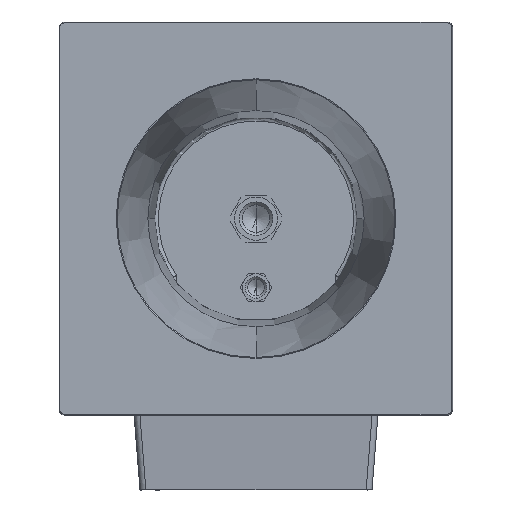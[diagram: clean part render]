
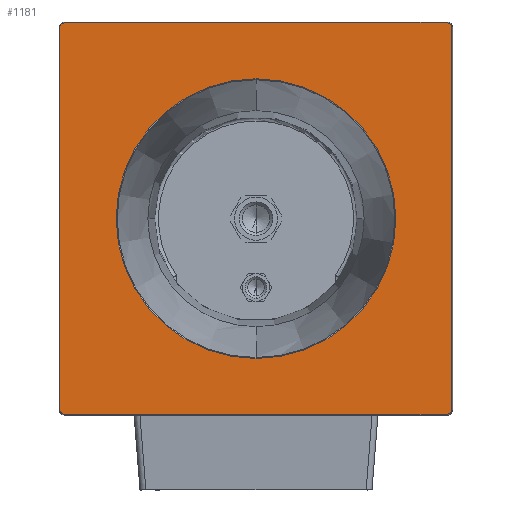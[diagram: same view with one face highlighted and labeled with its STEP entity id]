
A CAD part, front view. The second image highlights one B-rep face of the part: STEP entity #1181.
In plain terms, the highlighted face is planar.
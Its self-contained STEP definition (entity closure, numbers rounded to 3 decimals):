
#39 = CARTESIAN_POINT ( 'NONE',  ( 0., 0., 0. ) ) ;
#160 =( BOUNDED_CURVE ( )  B_SPLINE_CURVE ( 3, ( #5768, #6644, #1429, #7526 ),
 .UNSPECIFIED., .F., .F. ) 
 B_SPLINE_CURVE_WITH_KNOTS ( ( 4, 4 ),
 ( 3.142, 4.712 ),
 .UNSPECIFIED. ) 
 CURVE ( )  GEOMETRIC_REPRESENTATION_ITEM ( )  RATIONAL_B_SPLINE_CURVE ( ( 1., 0.805, 0.805, 1. ) ) 
 REPRESENTATION_ITEM ( '' )  );
#248 = CARTESIAN_POINT ( 'NONE',  ( 96.651, -99.651, 0. ) ) ;
#286 = DIRECTION ( 'NONE',  ( 0., 1., 0. ) ) ;
#304 = LINE ( 'NONE', #8744, #9316 ) ;
#366 = DIRECTION ( 'NONE',  ( 0., 0., -1. ) ) ;
#381 = CARTESIAN_POINT ( 'NONE',  ( 0., 0., 0. ) ) ;
#413 =( BOUNDED_CURVE ( )  B_SPLINE_CURVE ( 3, ( #8077, #7182, #9864, #4651 ),
 .UNSPECIFIED., .F., .F. ) 
 B_SPLINE_CURVE_WITH_KNOTS ( ( 4, 4 ),
 ( 5.498, 7.068 ),
 .UNSPECIFIED. ) 
 CURVE ( )  GEOMETRIC_REPRESENTATION_ITEM ( )  RATIONAL_B_SPLINE_CURVE ( ( 1., 0.805, 0.805, 1. ) ) 
 REPRESENTATION_ITEM ( '' )  );
#422 = PLANE ( 'NONE',  #6124 ) ;
#889 = DIRECTION ( 'NONE',  ( 0., 1., 0. ) ) ;
#1181 = ADVANCED_FACE ( 'NONE', ( #3726, #1389 ), #422, .T. ) ;
#1209 =( BOUNDED_CURVE ( )  B_SPLINE_CURVE ( 3, ( #7149, #1920, #9832, #4615 ),
 .UNSPECIFIED., .F., .F. ) 
 B_SPLINE_CURVE_WITH_KNOTS ( ( 4, 4 ),
 ( 5.498, 7.068 ),
 .UNSPECIFIED. ) 
 CURVE ( )  GEOMETRIC_REPRESENTATION_ITEM ( )  RATIONAL_B_SPLINE_CURVE ( ( 1., 0.805, 0.805, 1. ) ) 
 REPRESENTATION_ITEM ( '' )  );
#1238 = CARTESIAN_POINT ( 'NONE',  ( -97., 99.651, 0. ) ) ;
#1329 = CARTESIAN_POINT ( 'NONE',  ( 100., -99.651, 0. ) ) ;
#1389 = FACE_OUTER_BOUND ( 'NONE', #9639, .T. ) ;
#1429 = CARTESIAN_POINT ( 'NONE',  ( -100., -98.408, 0. ) ) ;
#1632 = VECTOR ( 'NONE', #10613, 1000. ) ;
#1920 = CARTESIAN_POINT ( 'NONE',  ( 99.651, -98.409, 0. ) ) ;
#1936 = VECTOR ( 'NONE', #2212, 1000. ) ;
#2148 = VERTEX_POINT ( 'NONE', #248 ) ;
#2199 = VERTEX_POINT ( 'NONE', #3784 ) ;
#2212 = DIRECTION ( 'NONE',  ( -1., 0., 0. ) ) ;
#2498 = CIRCLE ( 'NONE', #2573, 71.108 ) ;
#2521 = AXIS2_PLACEMENT_3D ( 'NONE', #3714, #9846, #4635 ) ;
#2573 = AXIS2_PLACEMENT_3D ( 'NONE', #39, #6082, #889 ) ;
#2684 = CARTESIAN_POINT ( 'NONE',  ( -100., 96.65, 0. ) ) ;
#3446 = CARTESIAN_POINT ( 'NONE',  ( -97., 99.651, 0. ) ) ;
#3570 = ORIENTED_EDGE ( 'NONE', *, *, #8869, .T. ) ;
#3714 = CARTESIAN_POINT ( 'NONE',  ( 0., 0., 0. ) ) ;
#3719 = ORIENTED_EDGE ( 'NONE', *, *, #8957, .T. ) ;
#3726 = FACE_BOUND ( 'NONE', #6994, .T. ) ;
#3784 = CARTESIAN_POINT ( 'NONE',  ( 99.651, -96.651, 0. ) ) ;
#3845 = ORIENTED_EDGE ( 'NONE', *, *, #8596, .T. ) ;
#3861 = ORIENTED_EDGE ( 'NONE', *, *, #6316, .T. ) ;
#3990 = ORIENTED_EDGE ( 'NONE', *, *, #11098, .T. ) ;
#4127 = ORIENTED_EDGE ( 'NONE', *, *, #11322, .T. ) ;
#4139 = ORIENTED_EDGE ( 'NONE', *, *, #10829, .T. ) ;
#4257 = ORIENTED_EDGE ( 'NONE', *, *, #10560, .T. ) ;
#4320 = CARTESIAN_POINT ( 'NONE',  ( -100., 98.408, 0. ) ) ;
#4395 = ORIENTED_EDGE ( 'NONE', *, *, #10297, .T. ) ;
#4467 = CARTESIAN_POINT ( 'NONE',  ( -100., 100., 0. ) ) ;
#4615 = CARTESIAN_POINT ( 'NONE',  ( 96.651, -99.651, 0. ) ) ;
#4635 = DIRECTION ( 'NONE',  ( 0., 1., 0. ) ) ;
#4651 = CARTESIAN_POINT ( 'NONE',  ( 99.651, 96.651, 0. ) ) ;
#4686 = ORIENTED_EDGE ( 'NONE', *, *, #7924, .T. ) ;
#5047 = CARTESIAN_POINT ( 'NONE',  ( 96.651, 99.651, 0. ) ) ;
#5065 = VERTEX_POINT ( 'NONE', #7640 ) ;
#5518 = VERTEX_POINT ( 'NONE', #2684 ) ;
#5673 = CARTESIAN_POINT ( 'NONE',  ( 0., -71.108, 0. ) ) ;
#5768 = CARTESIAN_POINT ( 'NONE',  ( -97., -99.651, 0. ) ) ;
#5794 = VERTEX_POINT ( 'NONE', #1238 ) ;
#5814 =( BOUNDED_CURVE ( )  B_SPLINE_CURVE ( 3, ( #10427, #4320, #8699, #3446 ),
 .UNSPECIFIED., .F., .F. ) 
 B_SPLINE_CURVE_WITH_KNOTS ( ( 4, 4 ),
 ( 1.571, 3.142 ),
 .UNSPECIFIED. ) 
 CURVE ( )  GEOMETRIC_REPRESENTATION_ITEM ( )  RATIONAL_B_SPLINE_CURVE ( ( 1., 0.805, 0.805, 1. ) ) 
 REPRESENTATION_ITEM ( '' )  );
#6071 = VERTEX_POINT ( 'NONE', #5673 ) ;
#6082 = DIRECTION ( 'NONE',  ( 0., 0., 1. ) ) ;
#6124 = AXIS2_PLACEMENT_3D ( 'NONE', #381, #366, #286 ) ;
#6283 = LINE ( 'NONE', #9705, #1632 ) ;
#6290 = VERTEX_POINT ( 'NONE', #11057 ) ;
#6316 = EDGE_CURVE ( 'NONE', #10133, #5065, #160, .T. ) ;
#6644 = CARTESIAN_POINT ( 'NONE',  ( -98.757, -99.651, 0. ) ) ;
#6994 = EDGE_LOOP ( 'NONE', ( #3570, #3719 ) ) ;
#7149 = CARTESIAN_POINT ( 'NONE',  ( 99.651, -96.651, 0. ) ) ;
#7182 = CARTESIAN_POINT ( 'NONE',  ( 98.409, 99.651, 0. ) ) ;
#7436 = VECTOR ( 'NONE', #10588, 1000. ) ;
#7526 = CARTESIAN_POINT ( 'NONE',  ( -100., -96.65, 0. ) ) ;
#7640 = CARTESIAN_POINT ( 'NONE',  ( -100., -96.65, 0. ) ) ;
#7924 = EDGE_CURVE ( 'NONE', #2199, #2148, #1209, .T. ) ;
#8077 = CARTESIAN_POINT ( 'NONE',  ( 96.651, 99.651, 0. ) ) ;
#8412 = CIRCLE ( 'NONE', #2521, 71.108 ) ;
#8596 = EDGE_CURVE ( 'NONE', #2148, #10133, #11011, .T. ) ;
#8699 = CARTESIAN_POINT ( 'NONE',  ( -98.757, 99.651, 0. ) ) ;
#8744 = CARTESIAN_POINT ( 'NONE',  ( 100., 99.651, 0. ) ) ;
#8869 = EDGE_CURVE ( 'NONE', #9161, #6071, #2498, .T. ) ;
#8957 = EDGE_CURVE ( 'NONE', #6071, #9161, #8412, .T. ) ;
#9161 = VERTEX_POINT ( 'NONE', #9550 ) ;
#9316 = VECTOR ( 'NONE', #9632, 1000. ) ;
#9491 = LINE ( 'NONE', #4467, #7436 ) ;
#9550 = CARTESIAN_POINT ( 'NONE',  ( 0., 71.108, 0. ) ) ;
#9632 = DIRECTION ( 'NONE',  ( 1., 0., 0. ) ) ;
#9639 = EDGE_LOOP ( 'NONE', ( #3845, #3861, #3990, #4127, #4139, #4257, #4395, #4686 ) ) ;
#9705 = CARTESIAN_POINT ( 'NONE',  ( 99.651, 100., 0. ) ) ;
#9832 = CARTESIAN_POINT ( 'NONE',  ( 98.409, -99.651, 0. ) ) ;
#9846 = DIRECTION ( 'NONE',  ( 0., 0., 1. ) ) ;
#9864 = CARTESIAN_POINT ( 'NONE',  ( 99.651, 98.409, 0. ) ) ;
#9894 = CARTESIAN_POINT ( 'NONE',  ( -97., -99.651, 0. ) ) ;
#10133 = VERTEX_POINT ( 'NONE', #9894 ) ;
#10297 = EDGE_CURVE ( 'NONE', #6290, #2199, #6283, .T. ) ;
#10427 = CARTESIAN_POINT ( 'NONE',  ( -100., 96.65, 0. ) ) ;
#10560 = EDGE_CURVE ( 'NONE', #11041, #6290, #413, .T. ) ;
#10588 = DIRECTION ( 'NONE',  ( 0., 1., 0. ) ) ;
#10613 = DIRECTION ( 'NONE',  ( 0., -1., 0. ) ) ;
#10829 = EDGE_CURVE ( 'NONE', #5794, #11041, #304, .T. ) ;
#11011 = LINE ( 'NONE', #1329, #1936 ) ;
#11041 = VERTEX_POINT ( 'NONE', #5047 ) ;
#11057 = CARTESIAN_POINT ( 'NONE',  ( 99.651, 96.651, 0. ) ) ;
#11098 = EDGE_CURVE ( 'NONE', #5065, #5518, #9491, .T. ) ;
#11322 = EDGE_CURVE ( 'NONE', #5518, #5794, #5814, .T. ) ;
